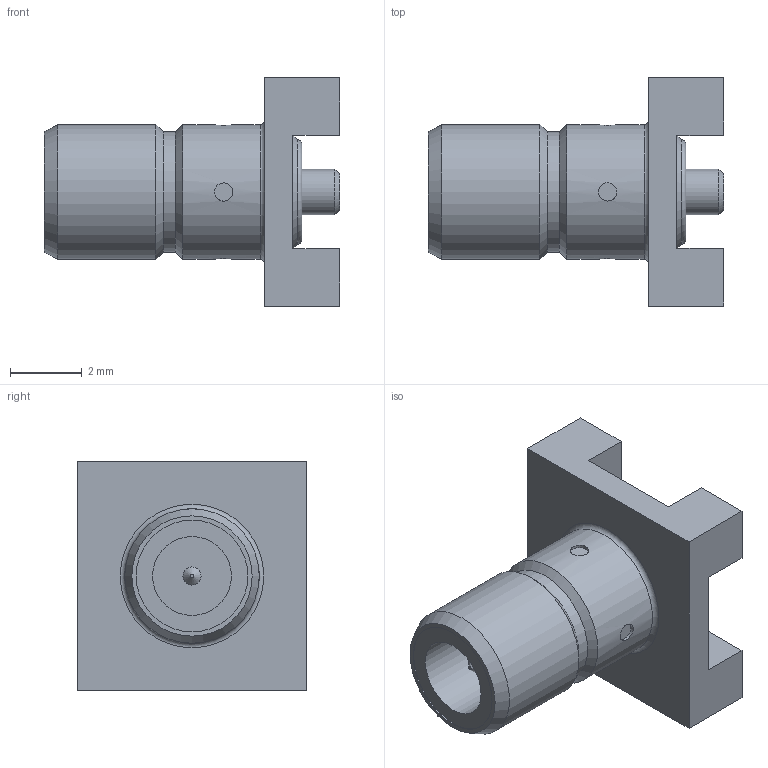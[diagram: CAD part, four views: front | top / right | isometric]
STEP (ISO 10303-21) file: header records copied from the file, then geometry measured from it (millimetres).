
FILE_DESCRIPTION (( 'STEP AP203' ), '1' );
FILE_NAME ('PE44119_3D.step', '2021-08-30T17:01:23', ( '' ), ( '' ), 'SwSTEP 2.0', 'SolidWorks 2021', '' );
FILE_SCHEMA (( 'CONFIG_CONTROL_DESIGN' ));
Length unit declared in the file: inch
Products named in the file (1): PE44119_3D
Bounding box: 8.2 x 6.35 x 6.35 mm (x, y, z)
Volume: 100.8 mm3; surface area: 237.6 mm2
Topology: 1 solids, 1 shells, 47 faces, 101 edges, 65 vertices
Faces by surface type: plane 28, cylinder 11, cone 6, torus 2
Full cylindrical faces by diameter (mm): 0.508 x5, 1.27 x1, 2.191 x1, 3.105 x1, 3.335 x1, 3.735 x2
Entity records: 1267 total; most frequent: CARTESIAN_POINT 254, DIRECTION 194, ORIENTED_EDGE 154, EDGE_CURVE 77, EDGE_LOOP 76, AXIS2_PLACEMENT_3D 73, VERTEX_POINT 61, FACE_OUTER_BOUND 60
